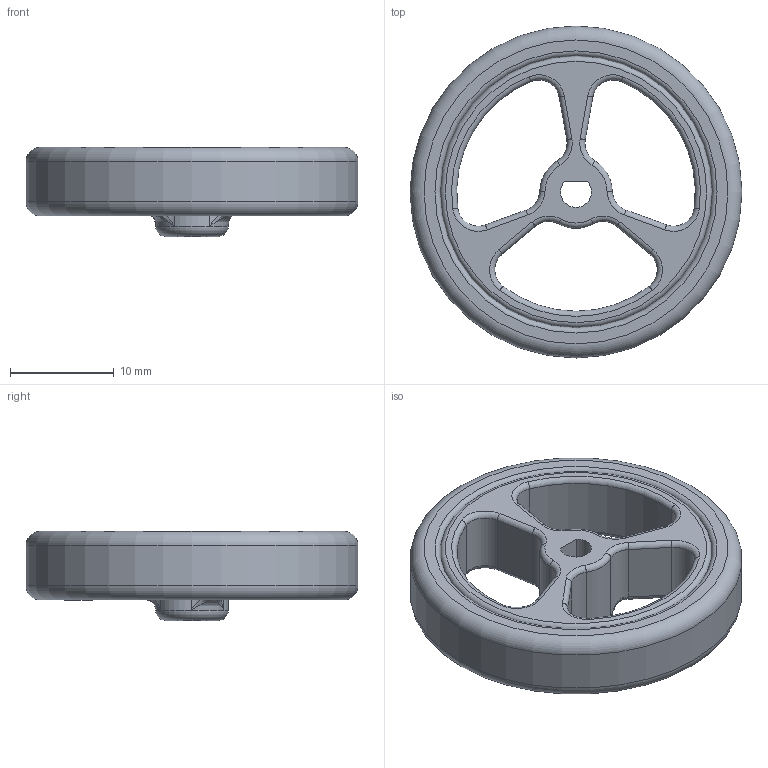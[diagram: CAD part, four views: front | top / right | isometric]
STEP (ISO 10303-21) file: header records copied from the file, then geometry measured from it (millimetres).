
FILE_DESCRIPTION(/* description */ ('STEP AP214'),/* implementation_level */ '2;1');
FILE_NAME(/* name */ 'pololu-wheel-32x7mm-black.stp',/* time_stamp */ '2020-04-18T11:00:56-05:00',/* author */ ('qiyua'),/* organization */ (''),/* preprocessor_version */ 'ST-DEVELOPER v17.2',/* originating_system */ 'Autodesk Inventor 2019',/* authorisation */ '');
FILE_SCHEMA (('AUTOMOTIVE_DESIGN { 1 0 10303 214 3 1 1 }'));
Length unit declared in the file: millimetre
Products named in the file (1): pololu-wheel-32x7mm-black
Bounding box: 32 x 32 x 8.6 mm (x, y, z)
Volume: 3212.4 mm3; surface area: 2463.9 mm2
Topology: 1 solids, 1 shells, 452 faces, 1192 edges, 773 vertices
Faces by surface type: plane 210, bspline 166, torus 43, cylinder 33
Full cylindrical faces by diameter (mm): 32 x1
Entity records: 20267 total; most frequent: CARTESIAN_POINT 10059, ORIENTED_EDGE 2372, DIRECTION 1593, EDGE_CURVE 1186, VERTEX_POINT 773, LINE 697, VECTOR 697, EDGE_LOOP 497
